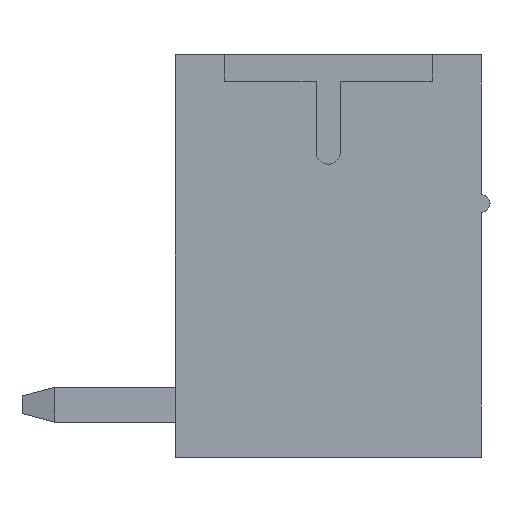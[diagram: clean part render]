
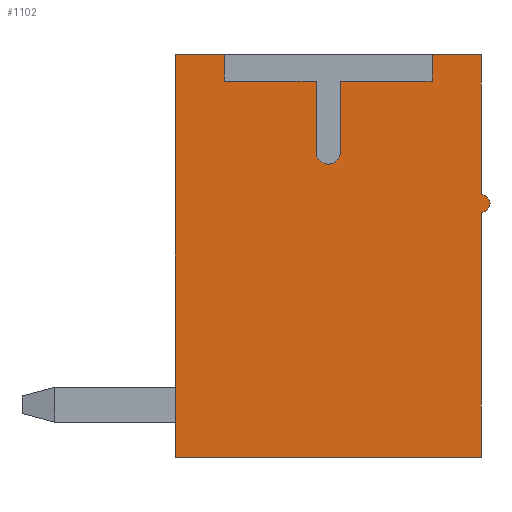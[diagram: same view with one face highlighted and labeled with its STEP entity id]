
A CAD part, left-side view. The second image highlights one B-rep face of the part: STEP entity #1102.
In plain terms, the highlighted planar face has unit normal (-1, 0, 0).
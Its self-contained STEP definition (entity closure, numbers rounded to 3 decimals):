
#1102 = ADVANCED_FACE( '', ( #2254 ), #2255, .F. );
#2254 = FACE_OUTER_BOUND( '', #3463, .T. );
#2255 = PLANE( '', #3464 );
#3463 = EDGE_LOOP( '', ( #6495, #6496, #6497, #6498, #6499, #6500, #6501, #6502, #6503, #6504, #6505, #6506, #6507, #6508 ) );
#3464 = AXIS2_PLACEMENT_3D( '', #6509, #6510, #6511 );
#6495 = ORIENTED_EDGE( '', *, *, #8304, .T. );
#6496 = ORIENTED_EDGE( '', *, *, #8478, .T. );
#6497 = ORIENTED_EDGE( '', *, *, #8551, .T. );
#6498 = ORIENTED_EDGE( '', *, *, #7677, .T. );
#6499 = ORIENTED_EDGE( '', *, *, #8456, .T. );
#6500 = ORIENTED_EDGE( '', *, *, #8026, .T. );
#6501 = ORIENTED_EDGE( '', *, *, #7705, .T. );
#6502 = ORIENTED_EDGE( '', *, *, #8731, .T. );
#6503 = ORIENTED_EDGE( '', *, *, #7886, .T. );
#6504 = ORIENTED_EDGE( '', *, *, #8482, .T. );
#6505 = ORIENTED_EDGE( '', *, *, #8732, .T. );
#6506 = ORIENTED_EDGE( '', *, *, #7902, .T. );
#6507 = ORIENTED_EDGE( '', *, *, #8132, .T. );
#6508 = ORIENTED_EDGE( '', *, *, #8591, .T. );
#6509 = CARTESIAN_POINT( '', ( -15.685, 0., 2.375 ) );
#6510 = DIRECTION( '', ( 1., 0., 0. ) );
#6511 = DIRECTION( '', ( 0., 0., -1. ) );
#7677 = EDGE_CURVE( '', #9329, #9327, #9330, .T. );
#7705 = EDGE_CURVE( '', #9377, #9375, #9378, .T. );
#7886 = EDGE_CURVE( '', #9683, #9681, #9684, .T. );
#7902 = EDGE_CURVE( '', #9708, #9709, #9710, .T. );
#8026 = EDGE_CURVE( '', #9915, #9377, #9916, .T. );
#8132 = EDGE_CURVE( '', #9709, #10080, #10081, .T. );
#8304 = EDGE_CURVE( '', #10336, #10337, #10338, .T. );
#8456 = EDGE_CURVE( '', #9327, #9915, #10541, .T. );
#8478 = EDGE_CURVE( '', #10337, #10569, #10572, .T. );
#8482 = EDGE_CURVE( '', #9681, #10575, #10577, .T. );
#8551 = EDGE_CURVE( '', #10569, #9329, #10673, .T. );
#8591 = EDGE_CURVE( '', #10080, #10336, #10723, .F. );
#8731 = EDGE_CURVE( '', #9375, #9683, #10890, .T. );
#8732 = EDGE_CURVE( '', #10575, #9708, #10891, .T. );
#9327 = VERTEX_POINT( '', #11687 );
#9329 = VERTEX_POINT( '', #11690 );
#9330 = LINE( '', #11691, #11692 );
#9375 = VERTEX_POINT( '', #11757 );
#9377 = VERTEX_POINT( '', #11760 );
#9378 = LINE( '', #11761, #11762 );
#9681 = VERTEX_POINT( '', #12198 );
#9683 = VERTEX_POINT( '', #12201 );
#9684 = LINE( '', #12202, #12203 );
#9708 = VERTEX_POINT( '', #12238 );
#9709 = VERTEX_POINT( '', #12239 );
#9710 = LINE( '', #12240, #12241 );
#9915 = VERTEX_POINT( '', #12536 );
#9916 = CIRCLE( '', #12537, 0.275 );
#10080 = VERTEX_POINT( '', #12780 );
#10081 = LINE( '', #12781, #12782 );
#10336 = VERTEX_POINT( '', #13167 );
#10337 = VERTEX_POINT( '', #13168 );
#10338 = LINE( '', #13169, #13170 );
#10541 = LINE( '', #13478, #13479 );
#10569 = VERTEX_POINT( '', #13521 );
#10572 = LINE( '', #13525, #13526 );
#10575 = VERTEX_POINT( '', #13531 );
#10577 = LINE( '', #13534, #13535 );
#10673 = LINE( '', #13686, #13687 );
#10723 = CIRCLE( '', #13759, 0.2 );
#10890 = LINE( '', #14007, #14008 );
#10891 = LINE( '', #14009, #14010 );
#11687 = CARTESIAN_POINT( '', ( -15.685, -0.275, 4. ) );
#11690 = CARTESIAN_POINT( '', ( -15.685, -2.375, 4. ) );
#11691 = CARTESIAN_POINT( '', ( -15.685, -2.375, 4. ) );
#11692 = VECTOR( '', #14465, 1000. );
#11757 = CARTESIAN_POINT( '', ( -15.685, 0.275, 4. ) );
#11760 = CARTESIAN_POINT( '', ( -15.685, 0.275, 2.375 ) );
#11761 = CARTESIAN_POINT( '', ( -15.685, 0.275, 2.375 ) );
#11762 = VECTOR( '', #14490, 1000. );
#12198 = CARTESIAN_POINT( '', ( -15.685, 2.375, 4.6 ) );
#12201 = CARTESIAN_POINT( '', ( -15.685, 2.375, 4. ) );
#12202 = CARTESIAN_POINT( '', ( -15.685, 2.375, 4. ) );
#12203 = VECTOR( '', #14655, 1000. );
#12238 = CARTESIAN_POINT( '', ( -15.685, 3.5, -4.6 ) );
#12239 = CARTESIAN_POINT( '', ( -15.685, -3.5, -4.6 ) );
#12240 = CARTESIAN_POINT( '', ( -15.685, 3.5, -4.6 ) );
#12241 = VECTOR( '', #14667, 1000. );
#12536 = CARTESIAN_POINT( '', ( -15.685, -0.275, 2.375 ) );
#12537 = AXIS2_PLACEMENT_3D( '', #14797, #14798, #14799 );
#12780 = CARTESIAN_POINT( '', ( -15.685, -3.5, 1. ) );
#12781 = CARTESIAN_POINT( '', ( -15.685, -3.5, -4.6 ) );
#12782 = VECTOR( '', #14885, 1000. );
#13167 = CARTESIAN_POINT( '', ( -15.685, -3.5, 1.4 ) );
#13168 = CARTESIAN_POINT( '', ( -15.685, -3.5, 4.6 ) );
#13169 = CARTESIAN_POINT( '', ( -15.685, -3.5, 1.4 ) );
#13170 = VECTOR( '', #15022, 1000. );
#13478 = CARTESIAN_POINT( '', ( -15.685, -0.275, 4. ) );
#13479 = VECTOR( '', #15149, 1000. );
#13521 = CARTESIAN_POINT( '', ( -15.685, -2.375, 4.6 ) );
#13525 = CARTESIAN_POINT( '', ( -15.685, -3.871, 4.6 ) );
#13526 = VECTOR( '', #15165, 1000. );
#13531 = CARTESIAN_POINT( '', ( -15.685, 3.5, 4.6 ) );
#13534 = CARTESIAN_POINT( '', ( -15.685, 2.375, 4.6 ) );
#13535 = VECTOR( '', #15169, 1000. );
#13686 = CARTESIAN_POINT( '', ( -15.685, -2.375, 4.6 ) );
#13687 = VECTOR( '', #15237, 1000. );
#13759 = AXIS2_PLACEMENT_3D( '', #15263, #15264, #15265 );
#14007 = CARTESIAN_POINT( '', ( -15.685, 0.275, 4. ) );
#14008 = VECTOR( '', #15359, 1000. );
#14009 = CARTESIAN_POINT( '', ( -15.685, 3.5, 4.6 ) );
#14010 = VECTOR( '', #15360, 1000. );
#14465 = DIRECTION( '', ( 0., 1., 0. ) );
#14490 = DIRECTION( '', ( 0., 0., 1. ) );
#14655 = DIRECTION( '', ( 0., 0., 1. ) );
#14667 = DIRECTION( '', ( 0., -1., 0. ) );
#14797 = CARTESIAN_POINT( '', ( -15.685, 0., 2.375 ) );
#14798 = DIRECTION( '', ( 1., 0., 0. ) );
#14799 = DIRECTION( '', ( 0., -1., 0. ) );
#14885 = DIRECTION( '', ( 0., 0., 1. ) );
#15022 = DIRECTION( '', ( 0., 0., 1. ) );
#15149 = DIRECTION( '', ( 0., 0., -1. ) );
#15165 = DIRECTION( '', ( 0., 1., 0. ) );
#15169 = DIRECTION( '', ( 0., 1., 0. ) );
#15237 = DIRECTION( '', ( 0., 0., -1. ) );
#15263 = CARTESIAN_POINT( '', ( -15.685, -3.5, 1.2 ) );
#15264 = DIRECTION( '', ( 1., 0., 0. ) );
#15265 = DIRECTION( '', ( 0., 0., -1. ) );
#15359 = DIRECTION( '', ( 0., 1., 0. ) );
#15360 = DIRECTION( '', ( 0., 0., -1. ) );
